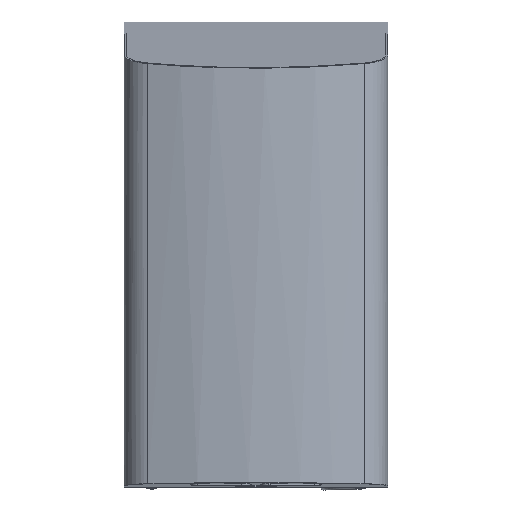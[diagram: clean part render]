
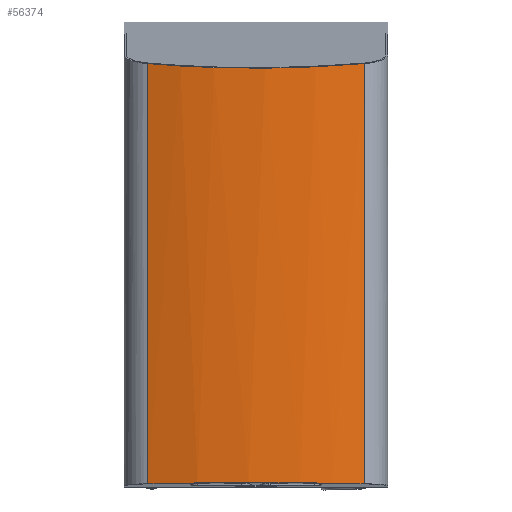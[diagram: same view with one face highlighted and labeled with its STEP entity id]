
A CAD part, top view. The second image highlights one B-rep face of the part: STEP entity #56374.
In plain terms, the highlighted cylindrical face has radius 200.033 mm (diameter 400.067 mm), a partial arc.
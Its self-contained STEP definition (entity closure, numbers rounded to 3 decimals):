
#2241 = AXIS2_PLACEMENT_3D ( 'NONE', #16852, #16848, #16854 ) ;
#16848 = DIRECTION ( 'NONE',  ( 0., -1., 0. ) ) ;
#16850 = CYLINDRICAL_SURFACE ( 'NONE', #2241, 200.033 ) ;
#16851 = FACE_OUTER_BOUND ( 'NONE', #73128, .T. ) ;
#16852 = CARTESIAN_POINT ( 'NONE',  ( 0., 268., -100.033 ) ) ;
#16854 = DIRECTION ( 'NONE',  ( 0., 0., -1. ) ) ;
#22325 = VERTEX_POINT ( 'NONE', #47493 ) ;
#22641 = VERTEX_POINT ( 'NONE', #47759 ) ;
#22644 = VERTEX_POINT ( 'NONE', #47764 ) ;
#22645 = VERTEX_POINT ( 'NONE', #47766 ) ;
#24981 =( BOUNDED_CURVE ( )  B_SPLINE_CURVE ( 3, ( #39318, #39319, #39320, #39321 ),
 .UNSPECIFIED., .F., .T. ) 
 B_SPLINE_CURVE_WITH_KNOTS ( ( 4, 4 ),
 ( 2.825, 3.458 ),
 .UNSPECIFIED. ) 
 CURVE ( )  GEOMETRIC_REPRESENTATION_ITEM ( )  RATIONAL_B_SPLINE_CURVE ( ( 1., 0.967, 0.967, 1. ) ) 
 REPRESENTATION_ITEM ( '' )  );
#24984 =( BOUNDED_CURVE ( )  B_SPLINE_CURVE ( 3, ( #39322, #39323, #39324, #39325 ),
 .UNSPECIFIED., .F., .T. ) 
 B_SPLINE_CURVE_WITH_KNOTS ( ( 4, 4 ),
 ( 5.967, 6.599 ),
 .UNSPECIFIED. ) 
 CURVE ( )  GEOMETRIC_REPRESENTATION_ITEM ( )  RATIONAL_B_SPLINE_CURVE ( ( 1., 0.967, 0.967, 1. ) ) 
 REPRESENTATION_ITEM ( '' )  );
#34635 = VECTOR ( 'NONE', #39314, 1000. ) ;
#34746 = VECTOR ( 'NONE', #39494, 1000. ) ;
#39308 = LINE ( 'NONE', #39313, #34635 ) ;
#39313 = CARTESIAN_POINT ( 'NONE',  ( 62.221, 268., 90.077 ) ) ;
#39314 = DIRECTION ( 'NONE',  ( 0., -1., 0. ) ) ;
#39318 = CARTESIAN_POINT ( 'NONE',  ( -62.221, 1.962, 90.077 ) ) ;
#39319 = CARTESIAN_POINT ( 'NONE',  ( -21.45, 2.778, 103.421 ) ) ;
#39320 = CARTESIAN_POINT ( 'NONE',  ( 21.45, 2.778, 103.421 ) ) ;
#39321 = CARTESIAN_POINT ( 'NONE',  ( 62.221, 1.962, 90.077 ) ) ;
#39322 = CARTESIAN_POINT ( 'NONE',  ( 62.221, 243.864, 90.077 ) ) ;
#39323 = CARTESIAN_POINT ( 'NONE',  ( 21.45, 240.288, 103.421 ) ) ;
#39324 = CARTESIAN_POINT ( 'NONE',  ( -21.45, 240.288, 103.421 ) ) ;
#39325 = CARTESIAN_POINT ( 'NONE',  ( -62.221, 243.864, 90.077 ) ) ;
#39458 = LINE ( 'NONE', #39482, #34746 ) ;
#39482 = CARTESIAN_POINT ( 'NONE',  ( -62.221, 268., 90.077 ) ) ;
#39494 = DIRECTION ( 'NONE',  ( 0., -1., 0. ) ) ;
#43110 = ORIENTED_EDGE ( 'NONE', *, *, #62722, .F. ) ;
#43111 = ORIENTED_EDGE ( 'NONE', *, *, #62727, .T. ) ;
#43112 = ORIENTED_EDGE ( 'NONE', *, *, #62760, .T. ) ;
#43113 = ORIENTED_EDGE ( 'NONE', *, *, #62725, .T. ) ;
#47493 = CARTESIAN_POINT ( 'NONE',  ( 62.221, 243.864, 90.077 ) ) ;
#47759 = CARTESIAN_POINT ( 'NONE',  ( 62.221, 1.962, 90.077 ) ) ;
#47764 = CARTESIAN_POINT ( 'NONE',  ( -62.221, 243.864, 90.077 ) ) ;
#47766 = CARTESIAN_POINT ( 'NONE',  ( -62.221, 1.962, 90.077 ) ) ;
#56374 = ADVANCED_FACE ( 'NONE', ( #16851 ), #16850, .T. ) ;
#62722 = EDGE_CURVE ( 'NONE', #22325, #22641, #39308, .T. ) ;
#62725 = EDGE_CURVE ( 'NONE', #22645, #22641, #24981, .T. ) ;
#62727 = EDGE_CURVE ( 'NONE', #22325, #22644, #24984, .T. ) ;
#62760 = EDGE_CURVE ( 'NONE', #22644, #22645, #39458, .T. ) ;
#73128 = EDGE_LOOP ( 'NONE', ( #43110, #43111, #43112, #43113 ) ) ;
